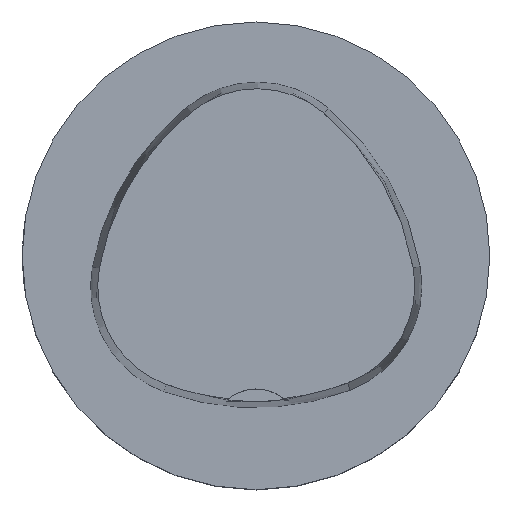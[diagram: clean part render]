
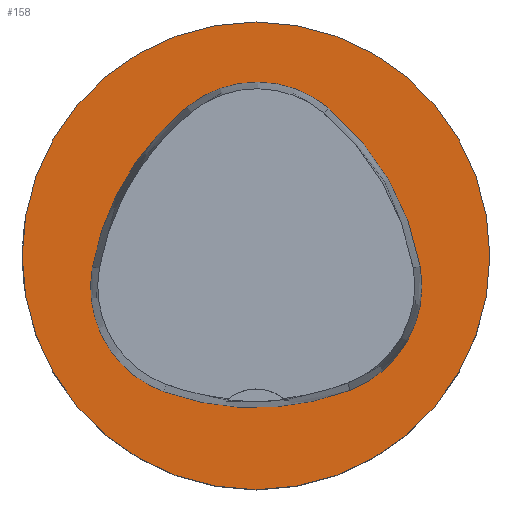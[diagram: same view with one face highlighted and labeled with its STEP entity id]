
A CAD part, top view. The second image highlights one B-rep face of the part: STEP entity #158.
In plain terms, the highlighted planar face has unit normal (0, 0, 1).
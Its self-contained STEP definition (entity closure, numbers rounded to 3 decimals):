
#100=FACE_BOUND('',#256,.T.);
#101=FACE_BOUND('',#257,.T.);
#158=ADVANCED_FACE('',(#100,#101),#198,.T.);
#198=PLANE('',#916);
#256=EDGE_LOOP('',(#395,#396,#397,#398,#399,#400));
#257=EDGE_LOOP('',(#401));
#304=CIRCLE('',#901,36.);
#311=CIRCLE('',#910,15.);
#312=CIRCLE('',#911,36.);
#313=CIRCLE('',#912,15.);
#314=CIRCLE('',#913,36.);
#315=CIRCLE('',#914,15.);
#316=CIRCLE('',#915,31.5);
#395=ORIENTED_EDGE('',*,*,#659,.T.);
#396=ORIENTED_EDGE('',*,*,#660,.T.);
#397=ORIENTED_EDGE('',*,*,#661,.T.);
#398=ORIENTED_EDGE('',*,*,#662,.T.);
#399=ORIENTED_EDGE('',*,*,#663,.T.);
#400=ORIENTED_EDGE('',*,*,#651,.T.);
#401=ORIENTED_EDGE('',*,*,#664,.F.);
#574=VERTEX_POINT('',#1321);
#575=VERTEX_POINT('',#1323);
#581=VERTEX_POINT('',#1339);
#582=VERTEX_POINT('',#1341);
#583=VERTEX_POINT('',#1343);
#584=VERTEX_POINT('',#1345);
#585=VERTEX_POINT('',#1348);
#651=EDGE_CURVE('',#575,#574,#304,.T.);
#659=EDGE_CURVE('',#574,#581,#311,.T.);
#660=EDGE_CURVE('',#581,#582,#312,.T.);
#661=EDGE_CURVE('',#582,#583,#313,.T.);
#662=EDGE_CURVE('',#583,#584,#314,.T.);
#663=EDGE_CURVE('',#584,#575,#315,.T.);
#664=EDGE_CURVE('',#585,#585,#316,.T.);
#901=AXIS2_PLACEMENT_3D('',#1322,#1035,#1036);
#910=AXIS2_PLACEMENT_3D('',#1338,#1054,#1055);
#911=AXIS2_PLACEMENT_3D('',#1340,#1056,#1057);
#912=AXIS2_PLACEMENT_3D('',#1342,#1058,#1059);
#913=AXIS2_PLACEMENT_3D('',#1344,#1060,#1061);
#914=AXIS2_PLACEMENT_3D('',#1346,#1062,#1063);
#915=AXIS2_PLACEMENT_3D('',#1347,#1064,#1065);
#916=AXIS2_PLACEMENT_3D('',#1349,#1066,#1067);
#1035=DIRECTION('',(0.,0.,-1.));
#1036=DIRECTION('',(-1.,0.,0.));
#1054=DIRECTION('',(0.,0.,-1.));
#1055=DIRECTION('',(-1.,0.,0.));
#1056=DIRECTION('',(0.,0.,-1.));
#1057=DIRECTION('',(-1.,0.,0.));
#1058=DIRECTION('',(0.,0.,-1.));
#1059=DIRECTION('',(-1.,0.,0.));
#1060=DIRECTION('',(0.,0.,-1.));
#1061=DIRECTION('',(-1.,0.,0.));
#1062=DIRECTION('',(0.,0.,-1.));
#1063=DIRECTION('',(-1.,0.,0.));
#1064=DIRECTION('',(0.,0.,-1.));
#1065=DIRECTION('',(-1.,0.,0.));
#1066=DIRECTION('',(0.,0.,1.));
#1067=DIRECTION('',(-1.,0.,0.));
#1321=CARTESIAN_POINT('',(-12.373,-18.307,0.));
#1322=CARTESIAN_POINT('',(-0.137,15.55,0.));
#1323=CARTESIAN_POINT('',(12.693,-18.087,0.));
#1338=CARTESIAN_POINT('',(-7.275,-4.2,0.));
#1339=CARTESIAN_POINT('',(-22.041,-1.562,0.));
#1340=CARTESIAN_POINT('',(13.398,-7.893,0.));
#1341=CARTESIAN_POINT('',(-9.317,20.036,0.));
#1342=CARTESIAN_POINT('',(0.148,8.399,0.));
#1343=CARTESIAN_POINT('',(9.779,19.898,0.));
#1344=CARTESIAN_POINT('',(-13.337,-7.7,0.));
#1345=CARTESIAN_POINT('',(22.122,-1.48,0.));
#1346=CARTESIAN_POINT('',(7.347,-4.071,0.));
#1347=CARTESIAN_POINT('',(0.,0.,0.));
#1348=CARTESIAN_POINT('',(-31.5,0.,0.));
#1349=CARTESIAN_POINT('',(0.,0.,0.));
